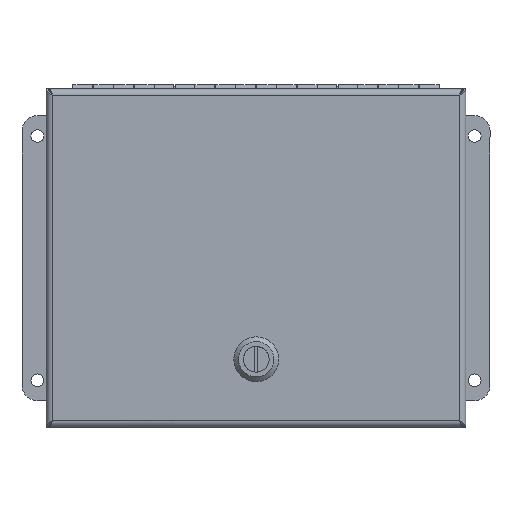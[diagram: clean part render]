
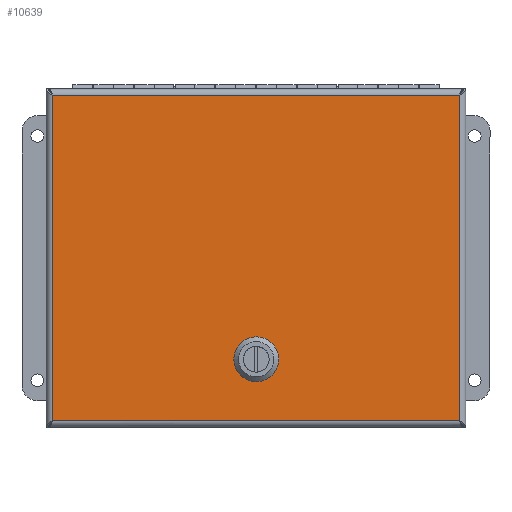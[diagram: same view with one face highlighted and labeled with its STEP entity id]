
A CAD part, top view. The second image highlights one B-rep face of the part: STEP entity #10639.
In plain terms, the highlighted face is planar.
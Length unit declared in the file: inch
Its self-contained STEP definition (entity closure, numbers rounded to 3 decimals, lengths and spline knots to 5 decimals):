
#237=FACE_BOUND('',#1731,.T.);
#308=CIRCLE('',#11579,0.45);
#310=CIRCLE('',#11583,0.45);
#312=CIRCLE('',#11587,0.45);
#314=CIRCLE('',#11591,0.45);
#1106=FACE_OUTER_BOUND('',#1730,.T.);
#1730=EDGE_LOOP('',(#7050,#7051,#7052,#7053));
#1731=EDGE_LOOP('',(#7054,#7055,#7056,#7057,#7058,#7059,#7060,#7061));
#2411=LINE('',#15832,#3402);
#2433=LINE('',#16013,#3424);
#2444=LINE('',#16199,#3435);
#2448=LINE('',#16211,#3439);
#2452=LINE('',#16223,#3443);
#2456=LINE('',#16234,#3447);
#2458=LINE('',#16238,#3449);
#2460=LINE('',#16241,#3451);
#3402=VECTOR('',#12647,0.3937);
#3424=VECTOR('',#12689,0.3937);
#3435=VECTOR('',#12718,0.3937);
#3439=VECTOR('',#12730,0.3937);
#3443=VECTOR('',#12742,0.3937);
#3447=VECTOR('',#12754,0.3937);
#3449=VECTOR('',#12760,0.3937);
#3451=VECTOR('',#12764,0.3937);
#4371=VERTEX_POINT('',#15707);
#4386=VERTEX_POINT('',#15831);
#4396=VERTEX_POINT('',#15928);
#4406=VERTEX_POINT('',#16007);
#4407=VERTEX_POINT('',#16189);
#4408=VERTEX_POINT('',#16190);
#4411=VERTEX_POINT('',#16198);
#4413=VERTEX_POINT('',#16204);
#4415=VERTEX_POINT('',#16210);
#4417=VERTEX_POINT('',#16216);
#4419=VERTEX_POINT('',#16222);
#4421=VERTEX_POINT('',#16228);
#5350=EDGE_CURVE('',#4386,#4371,#2411,.T.);
#5385=EDGE_CURVE('',#4396,#4406,#2433,.T.);
#5399=EDGE_CURVE('',#4407,#4408,#308,.T.);
#5403=EDGE_CURVE('',#4411,#4407,#2444,.T.);
#5406=EDGE_CURVE('',#4413,#4411,#310,.T.);
#5409=EDGE_CURVE('',#4415,#4413,#2448,.T.);
#5412=EDGE_CURVE('',#4417,#4415,#312,.T.);
#5415=EDGE_CURVE('',#4419,#4417,#2452,.T.);
#5418=EDGE_CURVE('',#4421,#4419,#314,.T.);
#5421=EDGE_CURVE('',#4408,#4421,#2456,.T.);
#5423=EDGE_CURVE('',#4406,#4386,#2458,.T.);
#5425=EDGE_CURVE('',#4371,#4396,#2460,.T.);
#7050=ORIENTED_EDGE('',*,*,#5385,.T.);
#7051=ORIENTED_EDGE('',*,*,#5423,.T.);
#7052=ORIENTED_EDGE('',*,*,#5350,.T.);
#7053=ORIENTED_EDGE('',*,*,#5425,.T.);
#7054=ORIENTED_EDGE('',*,*,#5399,.T.);
#7055=ORIENTED_EDGE('',*,*,#5421,.T.);
#7056=ORIENTED_EDGE('',*,*,#5418,.T.);
#7057=ORIENTED_EDGE('',*,*,#5415,.T.);
#7058=ORIENTED_EDGE('',*,*,#5412,.T.);
#7059=ORIENTED_EDGE('',*,*,#5409,.T.);
#7060=ORIENTED_EDGE('',*,*,#5406,.T.);
#7061=ORIENTED_EDGE('',*,*,#5403,.T.);
#9918=PLANE('',#11598);
#10639=ADVANCED_FACE('',(#1106,#237),#9918,.F.);
#11579=AXIS2_PLACEMENT_3D('',#16191,#12710,#12711);
#11583=AXIS2_PLACEMENT_3D('',#16205,#12723,#12724);
#11587=AXIS2_PLACEMENT_3D('',#16217,#12735,#12736);
#11591=AXIS2_PLACEMENT_3D('',#16229,#12747,#12748);
#11598=AXIS2_PLACEMENT_3D('',#16243,#12767,#12768);
#12647=DIRECTION('',(0.,1.,0.));
#12689=DIRECTION('',(0.,-1.,0.));
#12710=DIRECTION('center_axis',(0.,0.,1.));
#12711=DIRECTION('ref_axis',(-0.889,0.458,0.));
#12718=DIRECTION('',(-1.,0.,0.));
#12723=DIRECTION('center_axis',(0.,0.,1.));
#12724=DIRECTION('ref_axis',(0.458,0.889,0.));
#12730=DIRECTION('',(0.,1.,0.));
#12735=DIRECTION('center_axis',(0.,0.,1.));
#12736=DIRECTION('ref_axis',(0.889,-0.458,0.));
#12742=DIRECTION('',(1.,0.,0.));
#12747=DIRECTION('center_axis',(0.,0.,1.));
#12748=DIRECTION('ref_axis',(-0.458,-0.889,0.));
#12754=DIRECTION('',(0.,-1.,0.));
#12760=DIRECTION('',(-1.,0.,0.));
#12764=DIRECTION('',(1.,0.,0.));
#12767=DIRECTION('center_axis',(0.,0.,1.));
#12768=DIRECTION('ref_axis',(1.,0.,0.));
#15707=CARTESIAN_POINT('',(0.15275,10.15975,0.));
#15831=CARTESIAN_POINT('',(0.15275,0.15275,0.));
#15832=CARTESIAN_POINT('',(0.15275,2.6545,0.));
#15928=CARTESIAN_POINT('',(8.15975,10.15975,0.));
#16007=CARTESIAN_POINT('',(8.15975,0.15275,0.));
#16013=CARTESIAN_POINT('',(8.15975,7.658,0.));
#16189=CARTESIAN_POINT('',(6.44634,5.55625,0.));
#16190=CARTESIAN_POINT('',(6.2525,5.36241,0.));
#16191=CARTESIAN_POINT('Origin',(6.6525,5.15625,0.));
#16198=CARTESIAN_POINT('',(6.85866,5.55625,0.));
#16199=CARTESIAN_POINT('',(5.50745,5.55625,0.));
#16204=CARTESIAN_POINT('',(7.0525,5.36241,0.));
#16205=CARTESIAN_POINT('Origin',(6.6525,5.15625,0.));
#16210=CARTESIAN_POINT('',(7.0525,4.95009,0.));
#16211=CARTESIAN_POINT('',(7.0525,5.05317,0.));
#16216=CARTESIAN_POINT('',(6.85866,4.75625,0.));
#16217=CARTESIAN_POINT('Origin',(6.6525,5.15625,0.));
#16222=CARTESIAN_POINT('',(6.44634,4.75625,0.));
#16223=CARTESIAN_POINT('',(5.3013,4.75625,0.));
#16228=CARTESIAN_POINT('',(6.2525,4.95009,0.));
#16229=CARTESIAN_POINT('Origin',(6.6525,5.15625,0.));
#16234=CARTESIAN_POINT('',(6.2525,5.25933,0.));
#16238=CARTESIAN_POINT('',(6.158,0.15275,0.));
#16241=CARTESIAN_POINT('',(2.1545,10.15975,0.));
#16243=CARTESIAN_POINT('Origin',(4.15625,5.15625,0.));
